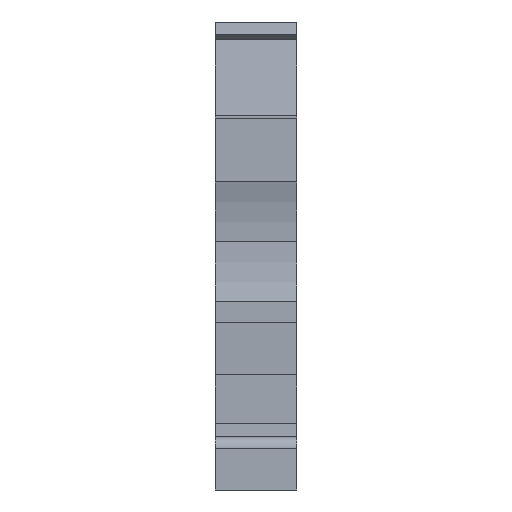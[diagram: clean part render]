
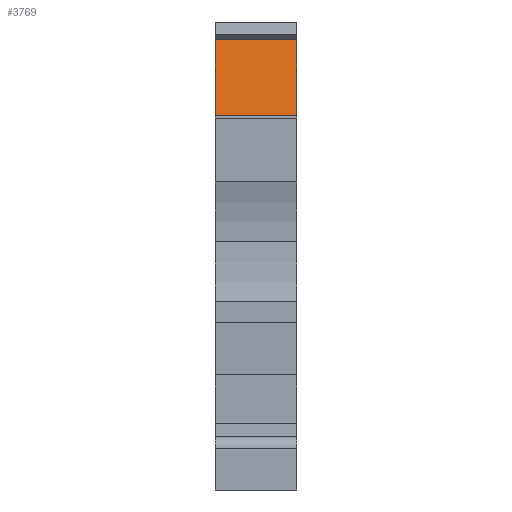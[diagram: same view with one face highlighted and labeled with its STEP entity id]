
A CAD part, front view. The second image highlights one B-rep face of the part: STEP entity #3769.
In plain terms, the highlighted planar face has unit normal (0, -0.985, 0.174).
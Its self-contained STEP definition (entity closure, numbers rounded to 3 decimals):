
#252=PLANE('',#7500);
#554=VERTEX_POINT('',#5478);
#555=VERTEX_POINT('',#5480);
#633=VERTEX_POINT('',#5912);
#635=VERTEX_POINT('',#5918);
#883=VECTOR('',#4083,1.);
#957=VECTOR('',#4178,1.);
#960=VECTOR('',#4182,1.);
#961=VECTOR('',#4183,1.);
#1327=LINE('',#5479,#883);
#1401=LINE('',#5911,#957);
#1404=LINE('',#5917,#960);
#1405=LINE('',#5919,#961);
#1802=EDGE_CURVE('',#555,#554,#1327,.T.);
#1889=EDGE_CURVE('',#633,#555,#1401,.T.);
#1892=EDGE_CURVE('',#635,#554,#1404,.T.);
#1893=EDGE_CURVE('',#633,#635,#1405,.T.);
#2443=ORIENTED_EDGE('',*,*,#1802,.T.);
#2444=ORIENTED_EDGE('',*,*,#1892,.F.);
#2445=ORIENTED_EDGE('',*,*,#1893,.F.);
#2446=ORIENTED_EDGE('',*,*,#1889,.T.);
#3385=EDGE_LOOP('',(#2443,#2444,#2445,#2446));
#3577=FACE_BOUND('',#3385,.T.);
#3769=ADVANCED_FACE('',(#3577),#252,.F.);
#4083=DIRECTION('',(0.,0.174,0.985));
#4178=DIRECTION('',(1.,0.,0.));
#4181=DIRECTION('',(0.,0.985,-0.174));
#4182=DIRECTION('',(1.,0.,0.));
#4183=DIRECTION('',(0.,0.174,0.985));
#5478=CARTESIAN_POINT('',(6.15,2.683,33.987));
#5479=CARTESIAN_POINT('',(6.15,-0.621,15.25));
#5480=CARTESIAN_POINT('',(6.15,1.584,27.758));
#5911=CARTESIAN_POINT('',(5.15,1.584,27.758));
#5912=CARTESIAN_POINT('',(0.,1.584,27.758));
#5916=CARTESIAN_POINT('',(0.,2.596,33.494));
#5917=CARTESIAN_POINT('',(-0.635,2.683,33.987));
#5918=CARTESIAN_POINT('',(0.,2.683,33.987));
#5919=CARTESIAN_POINT('',(0.,-0.621,15.25));
#7500=AXIS2_PLACEMENT_3D('',#5916,#4181,$);
